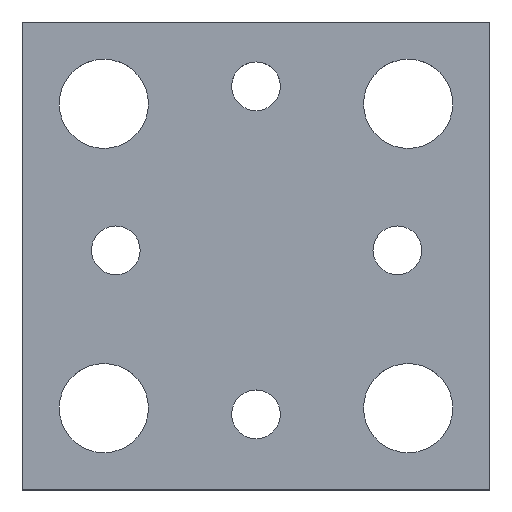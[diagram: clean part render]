
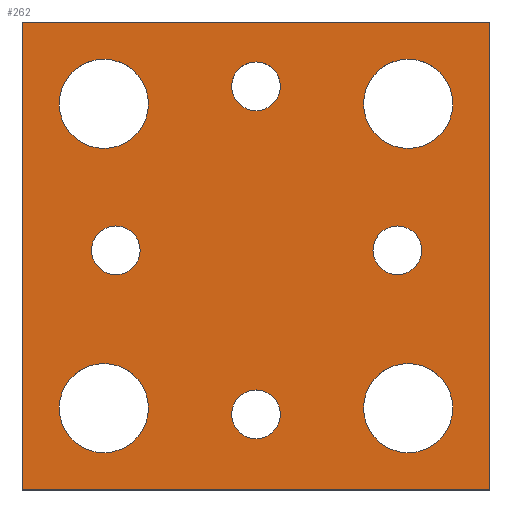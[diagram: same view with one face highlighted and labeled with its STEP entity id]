
A CAD part, top view. The second image highlights one B-rep face of the part: STEP entity #262.
In plain terms, the highlighted planar face has unit normal (0, 0, 1).
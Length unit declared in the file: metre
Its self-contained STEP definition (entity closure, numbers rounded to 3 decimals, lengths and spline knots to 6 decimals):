
#12=CIRCLE('',#281,0.009525);
#14=CIRCLE('',#284,0.009525);
#16=CIRCLE('',#287,0.009525);
#18=CIRCLE('',#290,0.009525);
#20=CIRCLE('',#293,0.005207);
#22=CIRCLE('',#296,0.005207);
#24=CIRCLE('',#299,0.005207);
#26=CIRCLE('',#302,0.005207);
#68=ORIENTED_EDGE('',*,*,#116,.F.);
#69=ORIENTED_EDGE('',*,*,#114,.F.);
#70=ORIENTED_EDGE('',*,*,#112,.F.);
#71=ORIENTED_EDGE('',*,*,#110,.F.);
#72=ORIENTED_EDGE('',*,*,#108,.F.);
#73=ORIENTED_EDGE('',*,*,#106,.F.);
#74=ORIENTED_EDGE('',*,*,#104,.F.);
#75=ORIENTED_EDGE('',*,*,#102,.F.);
#76=ORIENTED_EDGE('',*,*,#94,.F.);
#77=ORIENTED_EDGE('',*,*,#98,.T.);
#78=ORIENTED_EDGE('',*,*,#101,.T.);
#79=ORIENTED_EDGE('',*,*,#119,.F.);
#94=EDGE_CURVE('',#122,#123,#146,.T.);
#98=EDGE_CURVE('',#122,#125,#150,.T.);
#101=EDGE_CURVE('',#125,#127,#153,.T.);
#102=EDGE_CURVE('',#128,#128,#12,.T.);
#104=EDGE_CURVE('',#130,#130,#14,.T.);
#106=EDGE_CURVE('',#132,#132,#16,.T.);
#108=EDGE_CURVE('',#134,#134,#18,.T.);
#110=EDGE_CURVE('',#136,#136,#20,.T.);
#112=EDGE_CURVE('',#138,#138,#22,.T.);
#114=EDGE_CURVE('',#140,#140,#24,.T.);
#116=EDGE_CURVE('',#142,#142,#26,.T.);
#119=EDGE_CURVE('',#123,#127,#155,.T.);
#122=VERTEX_POINT('',#387);
#123=VERTEX_POINT('',#389);
#125=VERTEX_POINT('',#395);
#127=VERTEX_POINT('',#401);
#128=VERTEX_POINT('',#405);
#130=VERTEX_POINT('',#410);
#132=VERTEX_POINT('',#415);
#134=VERTEX_POINT('',#420);
#136=VERTEX_POINT('',#425);
#138=VERTEX_POINT('',#430);
#140=VERTEX_POINT('',#435);
#142=VERTEX_POINT('',#440);
#146=LINE('',#388,#158);
#150=LINE('',#396,#162);
#153=LINE('',#402,#165);
#155=LINE('',#445,#167);
#158=VECTOR('',#313,1.);
#162=VECTOR('',#319,1.);
#165=VECTOR('',#324,1.);
#167=VECTOR('',#376,1.);
#188=EDGE_LOOP('',(#68));
#189=EDGE_LOOP('',(#69));
#190=EDGE_LOOP('',(#70));
#191=EDGE_LOOP('',(#71));
#192=EDGE_LOOP('',(#72));
#193=EDGE_LOOP('',(#73));
#194=EDGE_LOOP('',(#74));
#195=EDGE_LOOP('',(#75));
#196=EDGE_LOOP('',(#76,#77,#78,#79));
#226=FACE_BOUND('',#188,.T.);
#227=FACE_BOUND('',#189,.T.);
#228=FACE_BOUND('',#190,.T.);
#229=FACE_BOUND('',#191,.T.);
#230=FACE_BOUND('',#192,.T.);
#231=FACE_BOUND('',#193,.T.);
#232=FACE_BOUND('',#194,.T.);
#233=FACE_BOUND('',#195,.T.);
#234=FACE_BOUND('',#196,.T.);
#248=PLANE('',#305);
#262=ADVANCED_FACE('',(#226,#227,#228,#229,#230,#231,#232,#233,#234),#248,
 .T.);
#281=AXIS2_PLACEMENT_3D('',#404,#327,#328);
#284=AXIS2_PLACEMENT_3D('',#409,#333,#334);
#287=AXIS2_PLACEMENT_3D('',#414,#339,#340);
#290=AXIS2_PLACEMENT_3D('',#419,#345,#346);
#293=AXIS2_PLACEMENT_3D('',#424,#351,#352);
#296=AXIS2_PLACEMENT_3D('',#429,#357,#358);
#299=AXIS2_PLACEMENT_3D('',#434,#363,#364);
#302=AXIS2_PLACEMENT_3D('',#439,#369,#370);
#305=AXIS2_PLACEMENT_3D('',#446,#377,#378);
#313=DIRECTION('',(-1.,0.,0.));
#319=DIRECTION('',(0.,1.,0.));
#324=DIRECTION('',(-1.,0.,0.));
#327=DIRECTION('',(0.,0.,1.));
#328=DIRECTION('',(1.,0.,0.));
#333=DIRECTION('',(0.,0.,1.));
#334=DIRECTION('',(1.,0.,0.));
#339=DIRECTION('',(0.,0.,1.));
#340=DIRECTION('',(1.,0.,0.));
#345=DIRECTION('',(0.,0.,1.));
#346=DIRECTION('',(1.,0.,0.));
#351=DIRECTION('',(0.,0.,1.));
#352=DIRECTION('',(1.,0.,0.));
#357=DIRECTION('',(0.,0.,1.));
#358=DIRECTION('',(1.,0.,0.));
#363=DIRECTION('',(0.,0.,1.));
#364=DIRECTION('',(1.,0.,0.));
#369=DIRECTION('',(0.,0.,1.));
#370=DIRECTION('',(1.,0.,0.));
#376=DIRECTION('',(0.,1.,0.));
#377=DIRECTION('',(0.,0.,1.));
#378=DIRECTION('',(1.,0.,0.));
#387=CARTESIAN_POINT('',(0.05,-0.05,0.0062));
#388=CARTESIAN_POINT('',(0.,-0.05,0.0062));
#389=CARTESIAN_POINT('',(-0.05,-0.05,0.0062));
#395=CARTESIAN_POINT('',(0.05,0.05,0.0062));
#396=CARTESIAN_POINT('',(0.05,0.,0.0062));
#401=CARTESIAN_POINT('',(-0.05,0.05,0.0062));
#402=CARTESIAN_POINT('',(0.,0.05,0.0062));
#404=CARTESIAN_POINT('',(-0.032512,0.032512,0.0062));
#405=CARTESIAN_POINT('',(-0.022987,0.032512,0.0062));
#409=CARTESIAN_POINT('',(0.032512,0.032512,0.0062));
#410=CARTESIAN_POINT('',(0.042037,0.032512,0.0062));
#414=CARTESIAN_POINT('',(0.032512,-0.032512,0.0062));
#415=CARTESIAN_POINT('',(0.042037,-0.032512,0.0062));
#419=CARTESIAN_POINT('',(-0.032512,-0.032512,0.0062));
#420=CARTESIAN_POINT('',(-0.022987,-0.032512,0.0062));
#424=CARTESIAN_POINT('',(-0.029972,0.00121,0.0062));
#425=CARTESIAN_POINT('',(-0.024765,0.00121,0.0062));
#429=CARTESIAN_POINT('',(0.030207,0.00121,0.0062));
#430=CARTESIAN_POINT('',(0.035414,0.00121,0.0062));
#434=CARTESIAN_POINT('',(0.,0.036262,0.0062));
#435=CARTESIAN_POINT('',(0.005207,0.036262,0.0062));
#439=CARTESIAN_POINT('',(0.,-0.033842,0.0062));
#440=CARTESIAN_POINT('',(0.005207,-0.033842,0.0062));
#445=CARTESIAN_POINT('',(-0.05,0.,0.0062));
#446=CARTESIAN_POINT('',(0.,0.,0.0062));
